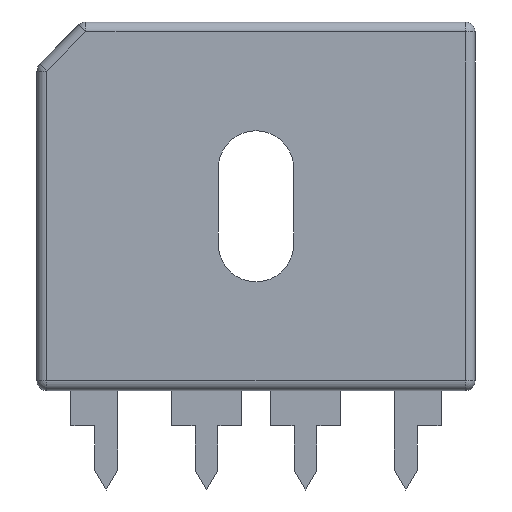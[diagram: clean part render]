
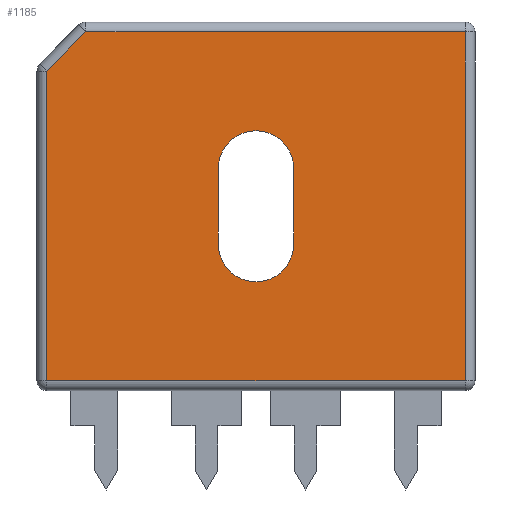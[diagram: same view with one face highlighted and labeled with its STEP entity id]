
A CAD part, front view. The second image highlights one B-rep face of the part: STEP entity #1185.
In plain terms, the highlighted planar face has unit normal (0, -1, 0).
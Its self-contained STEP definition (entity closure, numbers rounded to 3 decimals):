
#471 = VERTEX_POINT('',#472);
#472 = CARTESIAN_POINT('',(-2.875,-1.715,2.588));
#481 = VERTEX_POINT('',#482);
#482 = CARTESIAN_POINT('',(18.175,-1.715,2.588));
#489 = EDGE_CURVE('',#471,#481,#490,.T.);
#490 = LINE('',#491,#492);
#491 = CARTESIAN_POINT('',(-2.875,-1.715,2.588));
#492 = VECTOR('',#493,1.);
#493 = DIRECTION('',(1.,0.,0.));
#1185 = ADVANCED_FACE('',(#1186,#1219),#1255,.T.);
#1186 = FACE_BOUND('',#1187,.T.);
#1187 = EDGE_LOOP('',(#1188,#1198,#1206,#1212,#1213));
#1188 = ORIENTED_EDGE('',*,*,#1189,.T.);
#1189 = EDGE_CURVE('',#1190,#1192,#1194,.T.);
#1190 = VERTEX_POINT('',#1191);
#1191 = CARTESIAN_POINT('',(18.175,-1.715,20.138));
#1192 = VERTEX_POINT('',#1193);
#1193 = CARTESIAN_POINT('',(-0.905,-1.715,20.138));
#1194 = LINE('',#1195,#1196);
#1195 = CARTESIAN_POINT('',(18.175,-1.715,20.138));
#1196 = VECTOR('',#1197,1.);
#1197 = DIRECTION('',(-1.,0.,0.));
#1198 = ORIENTED_EDGE('',*,*,#1199,.T.);
#1199 = EDGE_CURVE('',#1192,#1200,#1202,.T.);
#1200 = VERTEX_POINT('',#1201);
#1201 = CARTESIAN_POINT('',(-2.875,-1.715,18.168));
#1202 = LINE('',#1203,#1204);
#1203 = CARTESIAN_POINT('',(-0.905,-1.715,20.138));
#1204 = VECTOR('',#1205,1.);
#1205 = DIRECTION('',(-0.707,0.,-0.707));
#1206 = ORIENTED_EDGE('',*,*,#1207,.T.);
#1207 = EDGE_CURVE('',#1200,#471,#1208,.T.);
#1208 = LINE('',#1209,#1210);
#1209 = CARTESIAN_POINT('',(-2.875,-1.715,18.168));
#1210 = VECTOR('',#1211,1.);
#1211 = DIRECTION('',(0.,0.,-1.));
#1212 = ORIENTED_EDGE('',*,*,#489,.T.);
#1213 = ORIENTED_EDGE('',*,*,#1214,.T.);
#1214 = EDGE_CURVE('',#481,#1190,#1215,.T.);
#1215 = LINE('',#1216,#1217);
#1216 = CARTESIAN_POINT('',(18.175,-1.715,2.588));
#1217 = VECTOR('',#1218,1.);
#1218 = DIRECTION('',(0.,0.,1.));
#1219 = FACE_BOUND('',#1220,.T.);
#1220 = EDGE_LOOP('',(#1221,#1232,#1240,#1249));
#1221 = ORIENTED_EDGE('',*,*,#1222,.F.);
#1222 = EDGE_CURVE('',#1223,#1225,#1227,.T.);
#1223 = VERTEX_POINT('',#1224);
#1224 = CARTESIAN_POINT('',(5.75,-1.715,9.463));
#1225 = VERTEX_POINT('',#1226);
#1226 = CARTESIAN_POINT('',(9.55,-1.715,9.463));
#1227 = CIRCLE('',#1228,1.9);
#1228 = AXIS2_PLACEMENT_3D('',#1229,#1230,#1231);
#1229 = CARTESIAN_POINT('',(7.65,-1.715,9.463));
#1230 = DIRECTION('',(0.,-1.,0.));
#1231 = DIRECTION('',(1.,0.,0.));
#1232 = ORIENTED_EDGE('',*,*,#1233,.F.);
#1233 = EDGE_CURVE('',#1234,#1223,#1236,.T.);
#1234 = VERTEX_POINT('',#1235);
#1235 = CARTESIAN_POINT('',(5.75,-1.715,13.263));
#1236 = LINE('',#1237,#1238);
#1237 = CARTESIAN_POINT('',(5.75,-1.715,13.263));
#1238 = VECTOR('',#1239,1.);
#1239 = DIRECTION('',(0.,0.,-1.));
#1240 = ORIENTED_EDGE('',*,*,#1241,.F.);
#1241 = EDGE_CURVE('',#1242,#1234,#1244,.T.);
#1242 = VERTEX_POINT('',#1243);
#1243 = CARTESIAN_POINT('',(9.55,-1.715,13.263));
#1244 = CIRCLE('',#1245,1.9);
#1245 = AXIS2_PLACEMENT_3D('',#1246,#1247,#1248);
#1246 = CARTESIAN_POINT('',(7.65,-1.715,13.263));
#1247 = DIRECTION('',(0.,-1.,0.));
#1248 = DIRECTION('',(1.,0.,0.));
#1249 = ORIENTED_EDGE('',*,*,#1250,.T.);
#1250 = EDGE_CURVE('',#1242,#1225,#1251,.T.);
#1251 = LINE('',#1252,#1253);
#1252 = CARTESIAN_POINT('',(9.55,-1.715,13.263));
#1253 = VECTOR('',#1254,1.);
#1254 = DIRECTION('',(0.,0.,-1.));
#1255 = PLANE('',#1256);
#1256 = AXIS2_PLACEMENT_3D('',#1257,#1258,#1259);
#1257 = CARTESIAN_POINT('',(7.65,-1.715,11.363));
#1258 = DIRECTION('',(0.,-1.,0.));
#1259 = DIRECTION('',(0.,0.,-1.));
